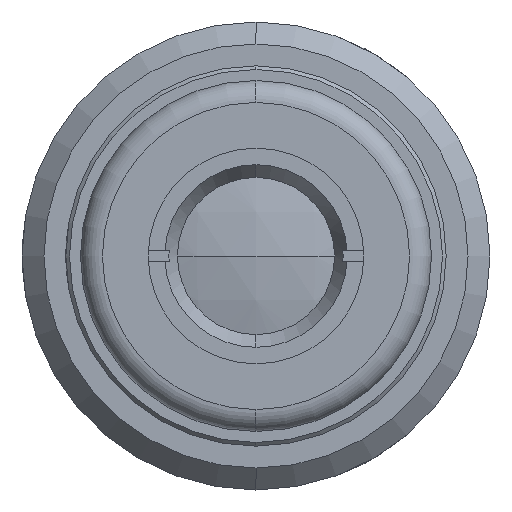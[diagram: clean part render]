
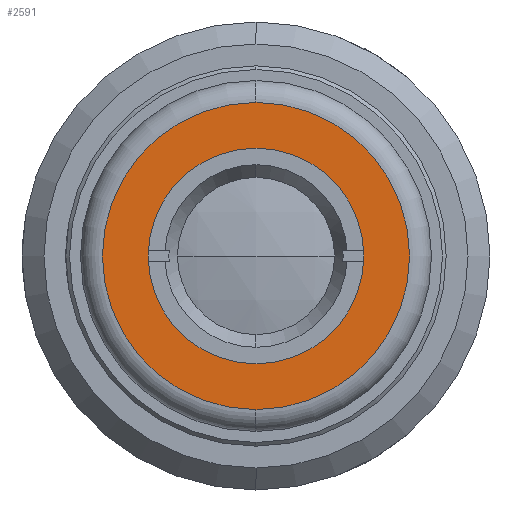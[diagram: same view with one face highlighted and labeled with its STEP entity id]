
A CAD part, left-side view. The second image highlights one B-rep face of the part: STEP entity #2591.
In plain terms, the highlighted planar face has unit normal (-1, 0, 0).
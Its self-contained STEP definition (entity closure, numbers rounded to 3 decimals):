
#86 = DIRECTION ( 'NONE',  ( 0., 0., -1. ) ) ;
#145 = DIRECTION ( 'NONE',  ( 0., 0., 1. ) ) ;
#266 = EDGE_LOOP ( 'NONE', ( #3733, #2063 ) ) ;
#358 = VERTEX_POINT ( 'NONE', #1450 ) ;
#380 = EDGE_CURVE ( 'NONE', #358, #1983, #3092, .T. ) ;
#440 = DIRECTION ( 'NONE',  ( -1., 0., 0. ) ) ;
#544 = EDGE_LOOP ( 'NONE', ( #1682, #3441 ) ) ;
#600 = DIRECTION ( 'NONE',  ( 0., 0., -1. ) ) ;
#676 = AXIS2_PLACEMENT_3D ( 'NONE', #3177, #1976, #145 ) ;
#718 = DIRECTION ( 'NONE',  ( -1., 0., 0. ) ) ;
#764 = CARTESIAN_POINT ( 'NONE',  ( -33.9, 0., -14.75 ) ) ;
#919 = FACE_OUTER_BOUND ( 'NONE', #544, .T. ) ;
#1056 = CARTESIAN_POINT ( 'NONE',  ( -33.9, 0., 0. ) ) ;
#1139 = AXIS2_PLACEMENT_3D ( 'NONE', #2381, #3902, #3624 ) ;
#1197 = CARTESIAN_POINT ( 'NONE',  ( -33.9, 0., 21. ) ) ;
#1258 = CIRCLE ( 'NONE', #676, 14.75 ) ;
#1450 = CARTESIAN_POINT ( 'NONE',  ( -33.9, 0., -21. ) ) ;
#1682 = ORIENTED_EDGE ( 'NONE', *, *, #380, .T. ) ;
#1686 = AXIS2_PLACEMENT_3D ( 'NONE', #2607, #440, #86 ) ;
#1775 = EDGE_CURVE ( 'NONE', #1983, #358, #3840, .T. ) ;
#1820 = EDGE_CURVE ( 'NONE', #2903, #3919, #1258, .T. ) ;
#1972 = CIRCLE ( 'NONE', #1139, 14.75 ) ;
#1976 = DIRECTION ( 'NONE',  ( -1., 0., 0. ) ) ;
#1983 = VERTEX_POINT ( 'NONE', #1197 ) ;
#2047 = EDGE_CURVE ( 'NONE', #3919, #2903, #1972, .T. ) ;
#2063 = ORIENTED_EDGE ( 'NONE', *, *, #2047, .F. ) ;
#2120 = AXIS2_PLACEMENT_3D ( 'NONE', #1056, #718, #2952 ) ;
#2140 = CARTESIAN_POINT ( 'NONE',  ( -33.9, 24., 0. ) ) ;
#2157 = FACE_BOUND ( 'NONE', #266, .T. ) ;
#2381 = CARTESIAN_POINT ( 'NONE',  ( -33.9, 0., 0. ) ) ;
#2452 = DIRECTION ( 'NONE',  ( 1., 0., 0. ) ) ;
#2591 = ADVANCED_FACE ( 'NONE', ( #919, #2157 ), #2829, .F. ) ;
#2607 = CARTESIAN_POINT ( 'NONE',  ( -33.9, 0., 0. ) ) ;
#2829 = PLANE ( 'NONE',  #3737 ) ;
#2903 = VERTEX_POINT ( 'NONE', #3251 ) ;
#2952 = DIRECTION ( 'NONE',  ( 0., 0., -1. ) ) ;
#3092 = CIRCLE ( 'NONE', #2120, 21. ) ;
#3177 = CARTESIAN_POINT ( 'NONE',  ( -33.9, 0., 0. ) ) ;
#3251 = CARTESIAN_POINT ( 'NONE',  ( -33.9, 0., 14.75 ) ) ;
#3441 = ORIENTED_EDGE ( 'NONE', *, *, #1775, .T. ) ;
#3624 = DIRECTION ( 'NONE',  ( 0., 0., 1. ) ) ;
#3733 = ORIENTED_EDGE ( 'NONE', *, *, #1820, .F. ) ;
#3737 = AXIS2_PLACEMENT_3D ( 'NONE', #2140, #2452, #600 ) ;
#3840 = CIRCLE ( 'NONE', #1686, 21. ) ;
#3902 = DIRECTION ( 'NONE',  ( -1., 0., 0. ) ) ;
#3919 = VERTEX_POINT ( 'NONE', #764 ) ;
